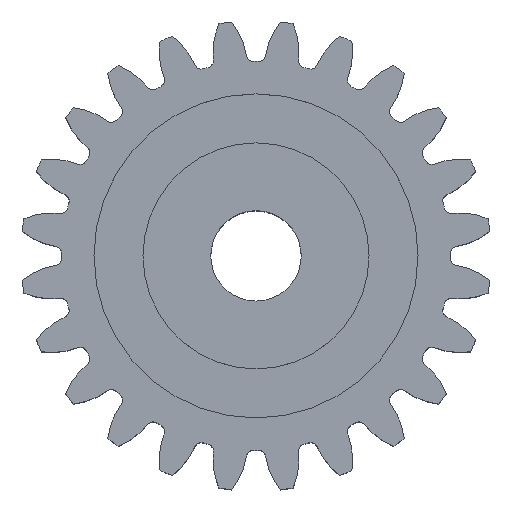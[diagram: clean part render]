
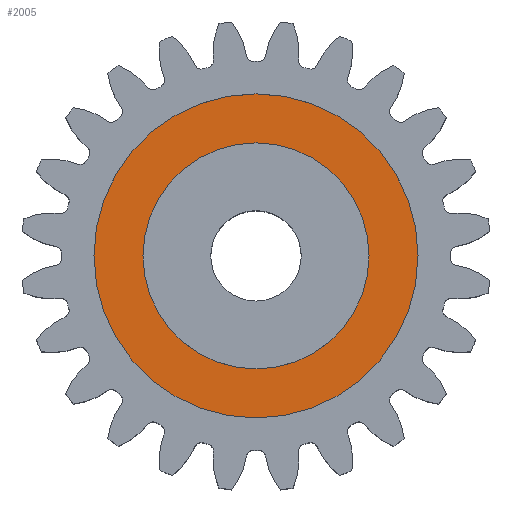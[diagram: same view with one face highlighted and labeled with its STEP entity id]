
A CAD part, top view. The second image highlights one B-rep face of the part: STEP entity #2005.
In plain terms, the highlighted planar face has unit normal (0, 0, 1).
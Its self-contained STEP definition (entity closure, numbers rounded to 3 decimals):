
#731 = EDGE_CURVE ( 'NONE', #732, #743, #3398, .T. ) ;
#732 = VERTEX_POINT ( 'NONE', #3472 ) ;
#742 = VERTEX_POINT ( 'NONE', #3495 ) ;
#743 = VERTEX_POINT ( 'NONE', #3489 ) ;
#753 = VERTEX_POINT ( 'NONE', #3552 ) ;
#754 = EDGE_CURVE ( 'NONE', #742, #753, #3544, .T. ) ;
#2004 = ORIENTED_EDGE ( 'NONE', *, *, #731, .T. ) ;
#2005 = ADVANCED_FACE ( 'NONE', ( #5506, #5501 ), #5494, .F. ) ;
#2013 = EDGE_CURVE ( 'NONE', #753, #742, #5491, .T. ) ;
#2019 = ORIENTED_EDGE ( 'NONE', *, *, #2026, .T. ) ;
#2026 = EDGE_CURVE ( 'NONE', #743, #732, #5527, .T. ) ;
#2027 = ORIENTED_EDGE ( 'NONE', *, *, #754, .F. ) ;
#2034 = EDGE_LOOP ( 'NONE', ( #2004, #2019 ) ) ;
#2046 = ORIENTED_EDGE ( 'NONE', *, *, #2013, .F. ) ;
#2047 = EDGE_LOOP ( 'NONE', ( #2046, #2027 ) ) ;
#3355 = AXIS2_PLACEMENT_3D ( 'NONE', #3394, #3470, #3469 ) ;
#3394 = CARTESIAN_POINT ( 'NONE',  ( 0., 0., 8.5 ) ) ;
#3398 = CIRCLE ( 'NONE', #3355, 7.5 ) ;
#3469 = DIRECTION ( 'NONE',  ( -1., 0., 0. ) ) ;
#3470 = DIRECTION ( 'NONE',  ( 0., 0., -1. ) ) ;
#3472 = CARTESIAN_POINT ( 'NONE',  ( -7.5, 0., 8.5 ) ) ;
#3489 = CARTESIAN_POINT ( 'NONE',  ( 7.5, 0., 8.5 ) ) ;
#3495 = CARTESIAN_POINT ( 'NONE',  ( 10.75, 0., 8.5 ) ) ;
#3544 = CIRCLE ( 'NONE', #3550, 10.75 ) ;
#3550 = AXIS2_PLACEMENT_3D ( 'NONE', #3593, #3592, #3599 ) ;
#3552 = CARTESIAN_POINT ( 'NONE',  ( -10.75, 0., 8.5 ) ) ;
#3592 = DIRECTION ( 'NONE',  ( 0., 0., -1. ) ) ;
#3593 = CARTESIAN_POINT ( 'NONE',  ( 0., 0., 8.5 ) ) ;
#3599 = DIRECTION ( 'NONE',  ( -1., 0., 0. ) ) ;
#5482 = DIRECTION ( 'NONE',  ( -1., 0., 0. ) ) ;
#5483 = DIRECTION ( 'NONE',  ( 0., 0., -1. ) ) ;
#5484 = CARTESIAN_POINT ( 'NONE',  ( 0., 0., 8.5 ) ) ;
#5486 = DIRECTION ( 'NONE',  ( 0., 0., -1. ) ) ;
#5489 = DIRECTION ( 'NONE',  ( -1., 0., 0. ) ) ;
#5490 = DIRECTION ( 'NONE',  ( 0., 0., -1. ) ) ;
#5491 = CIRCLE ( 'NONE', #5507, 10.75 ) ;
#5494 = PLANE ( 'NONE',  #5621 ) ;
#5499 = CARTESIAN_POINT ( 'NONE',  ( 0., 0., 8.5 ) ) ;
#5501 = FACE_OUTER_BOUND ( 'NONE', #2047, .T. ) ;
#5506 = FACE_BOUND ( 'NONE', #2034, .T. ) ;
#5507 = AXIS2_PLACEMENT_3D ( 'NONE', #5484, #5483, #5482 ) ;
#5513 = DIRECTION ( 'NONE',  ( -1., 0., 0. ) ) ;
#5514 = AXIS2_PLACEMENT_3D ( 'NONE', #5519, #5486, #5513 ) ;
#5519 = CARTESIAN_POINT ( 'NONE',  ( 0., 0., 8.5 ) ) ;
#5527 = CIRCLE ( 'NONE', #5514, 7.5 ) ;
#5621 = AXIS2_PLACEMENT_3D ( 'NONE', #5499, #5490, #5489 ) ;
